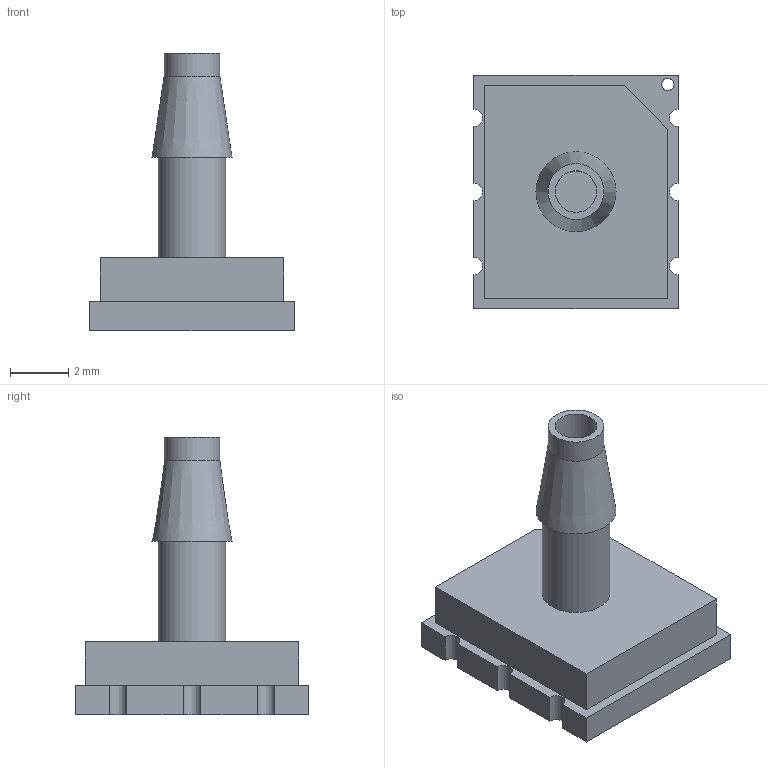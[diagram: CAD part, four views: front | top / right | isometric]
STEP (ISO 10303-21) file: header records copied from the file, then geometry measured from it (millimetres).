
FILE_DESCRIPTION( ( '' ), ' ' );
FILE_NAME( '5d39b4e999ccc3169019924b.step', '2019-07-25T13:55:54', ( '' ), ( '' ), ' ', ' ', ' ' );
FILE_SCHEMA( ( 'AUTOMOTIVE_DESIGN { 1 0 10303 214 1 1 1 1 }' ) );
Length unit declared in the file: metre
Products named in the file (3): Part 3; Part 2; Part 1
Bounding box: 7 x 8 x 9.5 mm (x, y, z)
Volume: 139.9 mm3; surface area: 359.7 mm2
Topology: 3 solids, 3 shells, 33 faces, 77 edges, 51 vertices
Faces by surface type: plane 22, cylinder 10, cone 1
Full cylindrical faces by diameter (mm): 0.421 x1, 1.421 x1, 1.91 x1, 2.32 x1
Entity records: 1227 total; most frequent: DIRECTION 165, CARTESIAN_POINT 159, ORIENTED_EDGE 144, EDGE_CURVE 72, AXIS2_PLACEMENT_3D 57, VERTEX_POINT 51, LINE 51, VECTOR 51
